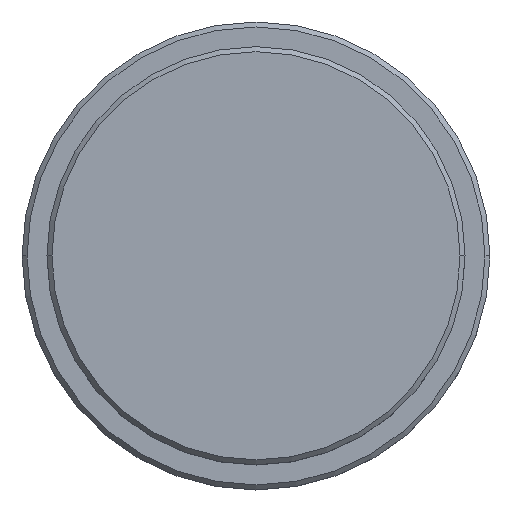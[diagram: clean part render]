
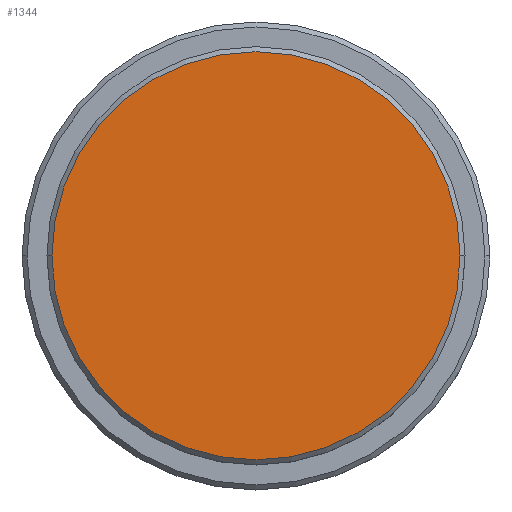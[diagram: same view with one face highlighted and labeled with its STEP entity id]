
A CAD part, top view. The second image highlights one B-rep face of the part: STEP entity #1344.
In plain terms, the highlighted planar face has unit normal (0, 0, 1).
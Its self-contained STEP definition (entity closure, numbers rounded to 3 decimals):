
#124 = ORIENTED_EDGE ( 'NONE', *, *, #584, .T. ) ;
#278 = AXIS2_PLACEMENT_3D ( 'NONE', #1278, #1283, #298 ) ;
#298 = DIRECTION ( 'NONE',  ( 1., 0., 0. ) ) ;
#306 = AXIS2_PLACEMENT_3D ( 'NONE', #636, #1070, #1077 ) ;
#440 = CIRCLE ( 'NONE', #741, 20.5 ) ;
#496 = CARTESIAN_POINT ( 'NONE',  ( 20.5, 0., 0. ) ) ;
#535 = DIRECTION ( 'NONE',  ( 1., 0., 0. ) ) ;
#584 = EDGE_CURVE ( 'NONE', #1265, #865, #759, .T. ) ;
#636 = CARTESIAN_POINT ( 'NONE',  ( 0., 0., 0. ) ) ;
#741 = AXIS2_PLACEMENT_3D ( 'NONE', #1025, #1284, #535 ) ;
#759 = CIRCLE ( 'NONE', #278, 20.5 ) ;
#856 = FACE_OUTER_BOUND ( 'NONE', #874, .T. ) ;
#865 = VERTEX_POINT ( 'NONE', #1354 ) ;
#874 = EDGE_LOOP ( 'NONE', ( #1131, #124 ) ) ;
#1025 = CARTESIAN_POINT ( 'NONE',  ( 0., 0., 0. ) ) ;
#1070 = DIRECTION ( 'NONE',  ( 0., 0., 1. ) ) ;
#1077 = DIRECTION ( 'NONE',  ( 1., 0., 0. ) ) ;
#1131 = ORIENTED_EDGE ( 'NONE', *, *, #1292, .T. ) ;
#1265 = VERTEX_POINT ( 'NONE', #496 ) ;
#1278 = CARTESIAN_POINT ( 'NONE',  ( 0., 0., 0. ) ) ;
#1283 = DIRECTION ( 'NONE',  ( 0., 0., 1. ) ) ;
#1284 = DIRECTION ( 'NONE',  ( 0., 0., 1. ) ) ;
#1291 = PLANE ( 'NONE',  #306 ) ;
#1292 = EDGE_CURVE ( 'NONE', #865, #1265, #440, .T. ) ;
#1344 = ADVANCED_FACE ( 'NONE', ( #856 ), #1291, .T. ) ;
#1354 = CARTESIAN_POINT ( 'NONE',  ( -20.5, 0., 0. ) ) ;
